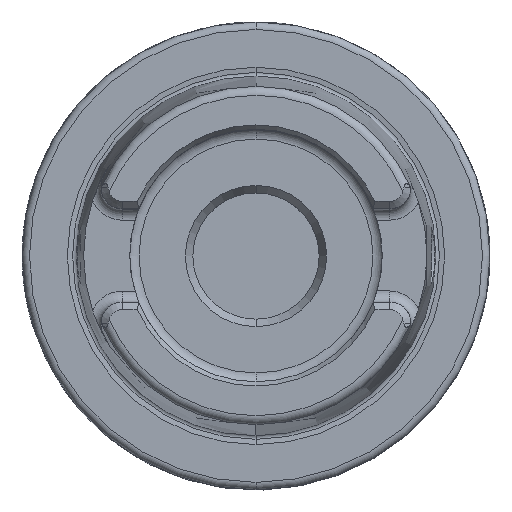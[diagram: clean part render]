
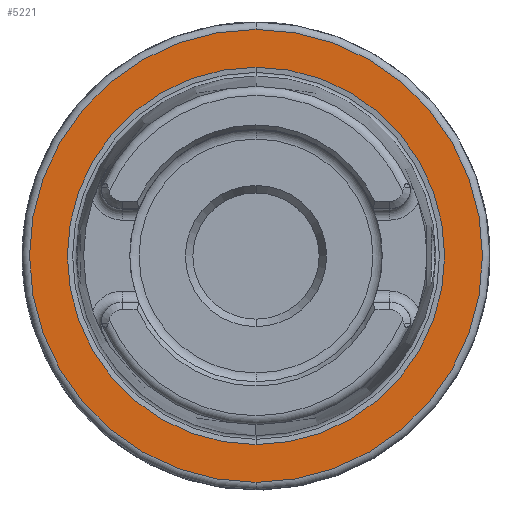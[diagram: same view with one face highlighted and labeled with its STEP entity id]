
A CAD part, top view. The second image highlights one B-rep face of the part: STEP entity #5221.
In plain terms, the highlighted planar face has unit normal (0, 0, 1).
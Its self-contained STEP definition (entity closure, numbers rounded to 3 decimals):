
#971=CARTESIAN_POINT('',(0,0,26));
#972=DIRECTION('',(0,0,1));
#973=DIRECTION('',(0,1,0));
#974=AXIS2_PLACEMENT_3D('',#971,#972,#973);
#976=CARTESIAN_POINT('',(0,0,26));
#977=DIRECTION('',(0,0,1));
#978=DIRECTION('',(0,-1,0));
#979=AXIS2_PLACEMENT_3D('',#976,#977,#978);
#989=CARTESIAN_POINT('',(0,0,26));
#990=DIRECTION('',(0,0,1));
#991=DIRECTION('',(0,1,0));
#992=AXIS2_PLACEMENT_3D('',#989,#990,#991);
#994=CARTESIAN_POINT('',(0,0,26));
#995=DIRECTION('',(0,0,-1));
#996=DIRECTION('',(0,1,0));
#997=AXIS2_PLACEMENT_3D('',#994,#995,#996);
#3657=CARTESIAN_POINT('',(0,25.409,26));
#3659=VERTEX_POINT('',#3657);
#3693=CARTESIAN_POINT('',(0,-25.409,26));
#3695=VERTEX_POINT('',#3693);
#3759=CARTESIAN_POINT('',(0,30.5,26));
#3760=CARTESIAN_POINT('',(0,-30.5,26));
#3761=VERTEX_POINT('',#3759);
#3762=VERTEX_POINT('',#3760);
#5205=CARTESIAN_POINT('',(0,0,26));
#5206=DIRECTION('',(0,0,-1));
#5207=DIRECTION('',(0,-1,0));
#5208=AXIS2_PLACEMENT_3D('',#5205,#5206,#5207);
#5209=PLANE('',#5208);
#5211=ORIENTED_EDGE('',*,*,#5210,.F.);
#5212=ORIENTED_EDGE('',*,*,#5195,.F.);
#5213=EDGE_LOOP('',(#5211,#5212));
#5214=FACE_OUTER_BOUND('',#5213,.F.);
#5216=ORIENTED_EDGE('',*,*,#5215,.T.);
#5218=ORIENTED_EDGE('',*,*,#5217,.F.);
#5219=EDGE_LOOP('',(#5216,#5218));
#5220=FACE_BOUND('',#5219,.F.);
#5221=ADVANCED_FACE('',(#5214,#5220),#5209,.F.);
#975=CIRCLE('',#974,30.5);
#980=CIRCLE('',#979,30.5);
#993=CIRCLE('',#992,25.409);
#998=CIRCLE('',#997,25.409);
#5195=EDGE_CURVE('',#3762,#3761,#980,.T.);
#5210=EDGE_CURVE('',#3761,#3762,#975,.T.);
#5215=EDGE_CURVE('',#3659,#3695,#993,.T.);
#5217=EDGE_CURVE('',#3659,#3695,#998,.T.);
